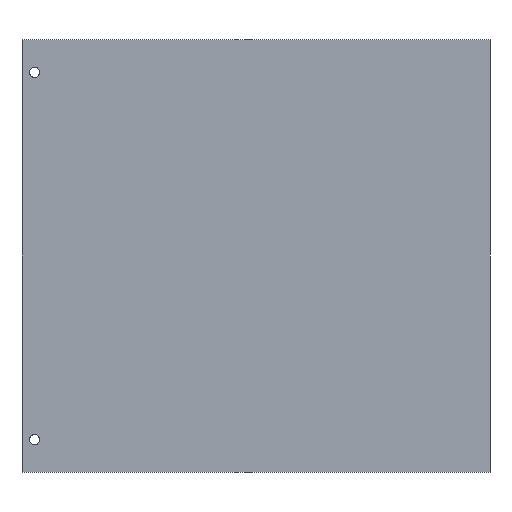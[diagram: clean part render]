
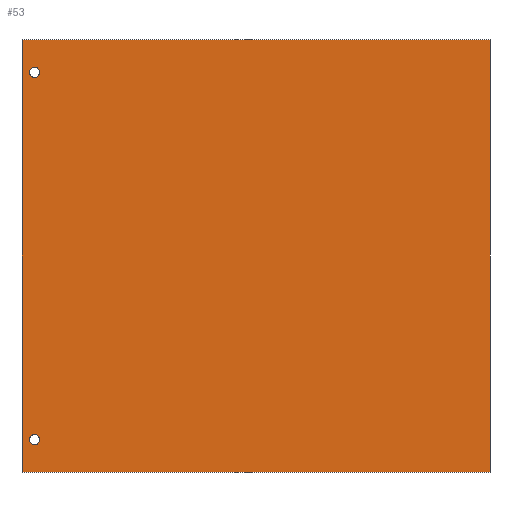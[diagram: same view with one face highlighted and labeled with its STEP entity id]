
A CAD part, left-side view. The second image highlights one B-rep face of the part: STEP entity #53.
In plain terms, the highlighted planar face has unit normal (-1, 0, 0).
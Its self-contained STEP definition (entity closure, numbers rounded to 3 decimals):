
#53=ADVANCED_FACE('',(#61,#63,#65),#67,.F.);
#61=FACE_BOUND('',#62,.T.);
#62=EDGE_LOOP('',(#129,#130,#131,#132));
#63=FACE_BOUND('',#64,.T.);
#64=EDGE_LOOP('',(#133));
#65=FACE_BOUND('',#66,.T.);
#66=EDGE_LOOP('',(#134));
#67=PLANE('',#68);
#68=AXIS2_PLACEMENT_3D('',#69,#70,#71);
#69=CARTESIAN_POINT('',(0.,0.,0.));
#70=DIRECTION('',(1.,0.,0.));
#71=DIRECTION('',(0.,0.,-1.));
#129=ORIENTED_EDGE('',*,*,#161,.F.);
#130=ORIENTED_EDGE('',*,*,#162,.F.);
#131=ORIENTED_EDGE('',*,*,#163,.F.);
#132=ORIENTED_EDGE('',*,*,#164,.F.);
#133=ORIENTED_EDGE('',*,*,#165,.T.);
#134=ORIENTED_EDGE('',*,*,#166,.T.);
#161=EDGE_CURVE('',#177,#178,#179,.T.);
#162=EDGE_CURVE('',#180,#177,#181,.T.);
#163=EDGE_CURVE('',#182,#180,#183,.T.);
#164=EDGE_CURVE('',#178,#182,#184,.T.);
#165=EDGE_CURVE('',#185,#185,#186,.T.);
#166=EDGE_CURVE('',#187,#187,#188,.T.);
#177=VERTEX_POINT('',#205);
#178=VERTEX_POINT('',#206);
#179=LINE('',#207,#208);
#180=VERTEX_POINT('',#210);
#181=LINE('',#211,#212);
#182=VERTEX_POINT('',#214);
#183=LINE('',#215,#216);
#184=LINE('',#218,#219);
#185=VERTEX_POINT('',#221);
#186=CIRCLE('',#222,1.);
#187=VERTEX_POINT('',#226);
#188=CIRCLE('',#227,1.);
#205=CARTESIAN_POINT('',(0.,-46.5,-43.));
#206=CARTESIAN_POINT('',(0.,46.5,-43.));
#207=CARTESIAN_POINT('',(0.,-46.5,-43.));
#208=VECTOR('',#209,1.);
#209=DIRECTION('',(0.,1.,0.));
#210=CARTESIAN_POINT('',(0.,-46.5,43.));
#211=CARTESIAN_POINT('',(0.,-46.5,43.));
#212=VECTOR('',#213,1.);
#213=DIRECTION('',(0.,0.,-1.));
#214=CARTESIAN_POINT('',(0.,46.5,43.));
#215=CARTESIAN_POINT('',(0.,46.5,43.));
#216=VECTOR('',#217,1.);
#217=DIRECTION('',(0.,-1.,0.));
#218=CARTESIAN_POINT('',(0.,46.5,-43.));
#219=VECTOR('',#220,1.);
#220=DIRECTION('',(0.,0.,1.));
#221=CARTESIAN_POINT('',(0.,44.,35.5));
#222=AXIS2_PLACEMENT_3D('',#223,#224,#225);
#223=CARTESIAN_POINT('',(0.,44.,36.5));
#224=DIRECTION('',(1.,0.,0.));
#225=DIRECTION('',(0.,0.,-1.));
#226=CARTESIAN_POINT('',(0.,44.,-37.5));
#227=AXIS2_PLACEMENT_3D('',#228,#229,#230);
#228=CARTESIAN_POINT('',(0.,44.,-36.5));
#229=DIRECTION('',(1.,0.,0.));
#230=DIRECTION('',(0.,0.,-1.));
